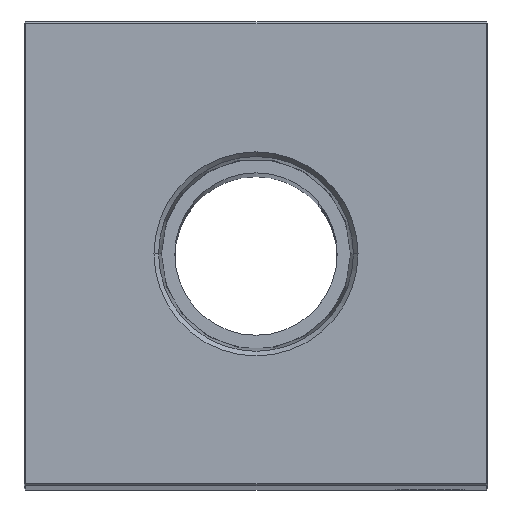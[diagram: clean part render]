
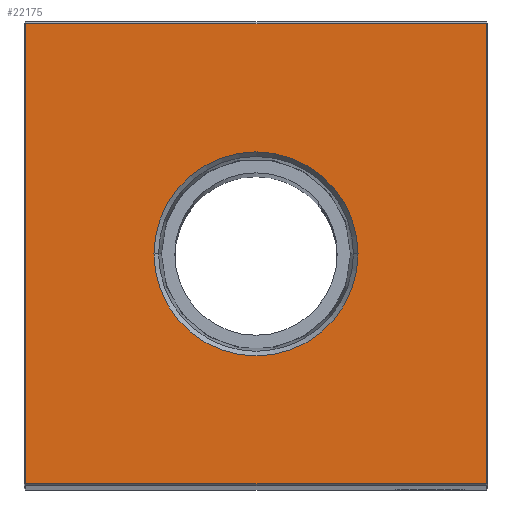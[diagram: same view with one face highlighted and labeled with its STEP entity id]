
A CAD part, top view. The second image highlights one B-rep face of the part: STEP entity #22175.
In plain terms, the highlighted planar face has unit normal (0, 0, 1).
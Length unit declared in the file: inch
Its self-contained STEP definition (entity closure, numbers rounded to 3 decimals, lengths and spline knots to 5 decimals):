
#124 = LINE ( 'NONE', #10233, #23008 ) ;
#535 = ORIENTED_EDGE ( 'NONE', *, *, #27735, .T. ) ;
#1147 = DIRECTION ( 'NONE',  ( 0., -1., 0. ) ) ;
#1470 = AXIS2_PLACEMENT_3D ( 'NONE', #9729, #19818, #29746 ) ;
#2144 = DIRECTION ( 'NONE',  ( 1., 0., 0. ) ) ;
#2146 = CARTESIAN_POINT ( 'NONE',  ( 0., -1.24, 13. ) ) ;
#2196 = EDGE_CURVE ( 'NONE', #4810, #27336, #13721, .T. ) ;
#3642 = EDGE_CURVE ( 'NONE', #23538, #10931, #7981, .T. ) ;
#4810 = VERTEX_POINT ( 'NONE', #25546 ) ;
#5663 = ORIENTED_EDGE ( 'NONE', *, *, #3642, .F. ) ;
#6593 = CARTESIAN_POINT ( 'NONE',  ( -0.5499, 0., 13. ) ) ;
#6919 = PLANE ( 'NONE',  #1470 ) ;
#7272 = CARTESIAN_POINT ( 'NONE',  ( 1.24, 0., 13. ) ) ;
#7406 = DIRECTION ( 'NONE',  ( 1., 0., 0. ) ) ;
#7981 = CIRCLE ( 'NONE', #26347, 0.5499 ) ;
#7982 = ORIENTED_EDGE ( 'NONE', *, *, #21987, .T. ) ;
#8553 = AXIS2_PLACEMENT_3D ( 'NONE', #19987, #29916, #7406 ) ;
#9729 = CARTESIAN_POINT ( 'NONE',  ( 0., 0., 13. ) ) ;
#10233 = CARTESIAN_POINT ( 'NONE',  ( 0., 1.24, 13. ) ) ;
#10651 = ORIENTED_EDGE ( 'NONE', *, *, #2196, .T. ) ;
#10931 = VERTEX_POINT ( 'NONE', #6593 ) ;
#12239 = DIRECTION ( 'NONE',  ( 1., 0., 0. ) ) ;
#13286 = ORIENTED_EDGE ( 'NONE', *, *, #32027, .F. ) ;
#13721 = LINE ( 'NONE', #23761, #19741 ) ;
#14727 = CARTESIAN_POINT ( 'NONE',  ( 0., 0., 13. ) ) ;
#15595 = ORIENTED_EDGE ( 'NONE', *, *, #19822, .T. ) ;
#15894 = VECTOR ( 'NONE', #17371, 39.37008 ) ;
#16055 = VERTEX_POINT ( 'NONE', #32387 ) ;
#17371 = DIRECTION ( 'NONE',  ( 0., 1., 0. ) ) ;
#19496 = FACE_OUTER_BOUND ( 'NONE', #19887, .T. ) ;
#19741 = VECTOR ( 'NONE', #1147, 39.37008 ) ;
#19818 = DIRECTION ( 'NONE',  ( 0., 0., -1. ) ) ;
#19822 = EDGE_CURVE ( 'NONE', #26023, #16055, #29784, .T. ) ;
#19887 = EDGE_LOOP ( 'NONE', ( #10651, #7982, #15595, #535 ) ) ;
#19987 = CARTESIAN_POINT ( 'NONE',  ( 0., 0., 13. ) ) ;
#20193 = CARTESIAN_POINT ( 'NONE',  ( 0.5499, 0., 13. ) ) ;
#20320 = DIRECTION ( 'NONE',  ( -1., 0., 0. ) ) ;
#20537 = EDGE_LOOP ( 'NONE', ( #5663, #13286 ) ) ;
#20938 = CARTESIAN_POINT ( 'NONE',  ( -1.24, -1.24, 13. ) ) ;
#21987 = EDGE_CURVE ( 'NONE', #27336, #26023, #24734, .T. ) ;
#22175 = ADVANCED_FACE ( 'NONE', ( #19496, #29432 ), #6919, .F. ) ;
#22792 = CIRCLE ( 'NONE', #8553, 0.5499 ) ;
#23008 = VECTOR ( 'NONE', #20320, 39.37008 ) ;
#23538 = VERTEX_POINT ( 'NONE', #20193 ) ;
#23761 = CARTESIAN_POINT ( 'NONE',  ( -1.24, 0., 13. ) ) ;
#24732 = DIRECTION ( 'NONE',  ( 0., 0., 1. ) ) ;
#24734 = LINE ( 'NONE', #2146, #31959 ) ;
#25546 = CARTESIAN_POINT ( 'NONE',  ( -1.24, 1.24, 13. ) ) ;
#26023 = VERTEX_POINT ( 'NONE', #26603 ) ;
#26347 = AXIS2_PLACEMENT_3D ( 'NONE', #14727, #24732, #2144 ) ;
#26603 = CARTESIAN_POINT ( 'NONE',  ( 1.24, -1.24, 13. ) ) ;
#27336 = VERTEX_POINT ( 'NONE', #20938 ) ;
#27735 = EDGE_CURVE ( 'NONE', #16055, #4810, #124, .T. ) ;
#29432 = FACE_BOUND ( 'NONE', #20537, .T. ) ;
#29746 = DIRECTION ( 'NONE',  ( -1., 0., 0. ) ) ;
#29784 = LINE ( 'NONE', #7272, #15894 ) ;
#29916 = DIRECTION ( 'NONE',  ( 0., 0., 1. ) ) ;
#31959 = VECTOR ( 'NONE', #12239, 39.37008 ) ;
#32027 = EDGE_CURVE ( 'NONE', #10931, #23538, #22792, .T. ) ;
#32387 = CARTESIAN_POINT ( 'NONE',  ( 1.24, 1.24, 13. ) ) ;
